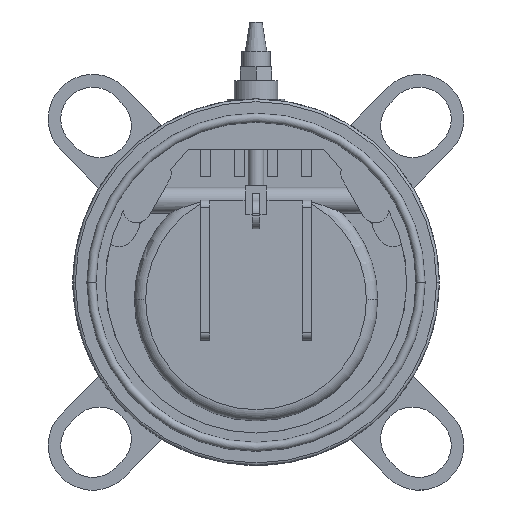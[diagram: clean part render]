
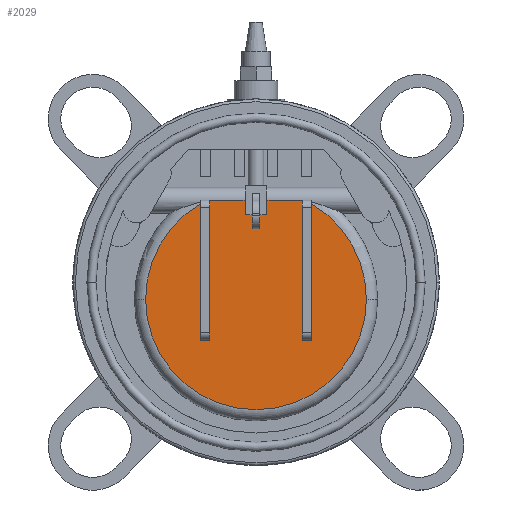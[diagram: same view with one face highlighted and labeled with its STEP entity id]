
A CAD part, front view. The second image highlights one B-rep face of the part: STEP entity #2029.
In plain terms, the highlighted planar face has unit normal (0, -1, 0).
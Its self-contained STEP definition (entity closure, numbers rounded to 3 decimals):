
#2029=ADVANCED_FACE('',(#4152),#4153,.T.);
#4152=FACE_OUTER_BOUND('',#6291,.T.);
#4153=PLANE('',#6292);
#6291=EDGE_LOOP('',(#12450,#12451,#12452,#12453,#12454,#12455,#12456,#12457,#12458,#12459,#12460,#12461,#12462,#12463));
#6292=AXIS2_PLACEMENT_3D('',#12464,#12465,#12466);
#12450=ORIENTED_EDGE('',*,*,#15098,.T.);
#12451=ORIENTED_EDGE('',*,*,#15099,.T.);
#12452=ORIENTED_EDGE('',*,*,#15058,.T.);
#12453=ORIENTED_EDGE('',*,*,#15075,.T.);
#12454=ORIENTED_EDGE('',*,*,#15100,.T.);
#12455=ORIENTED_EDGE('',*,*,#15101,.T.);
#12456=ORIENTED_EDGE('',*,*,#12754,.T.);
#12457=ORIENTED_EDGE('',*,*,#12750,.T.);
#12458=ORIENTED_EDGE('',*,*,#15094,.T.);
#12459=ORIENTED_EDGE('',*,*,#15055,.T.);
#12460=ORIENTED_EDGE('',*,*,#15051,.T.);
#12461=ORIENTED_EDGE('',*,*,#15102,.T.);
#12462=ORIENTED_EDGE('',*,*,#15103,.T.);
#12463=ORIENTED_EDGE('',*,*,#15083,.T.);
#12464=CARTESIAN_POINT('',(0.0,-15.351,-5.309));
#12465=DIRECTION('',(0.0,-1.0,0.0));
#12466=DIRECTION('',(1.0,0.0,0.0));
#12750=EDGE_CURVE('',#15259,#15263,#15265,.T.);
#12754=EDGE_CURVE('',#15267,#15259,#15270,.T.);
#15051=EDGE_CURVE('',#18679,#18680,#18681,.T.);
#15055=EDGE_CURVE('',#18685,#18679,#18686,.T.);
#15058=EDGE_CURVE('',#18689,#18690,#18691,.T.);
#15075=EDGE_CURVE('',#18690,#18716,#18717,.T.);
#15083=EDGE_CURVE('',#18725,#18726,#18727,.T.);
#15094=EDGE_CURVE('',#15263,#18685,#18741,.T.);
#15098=EDGE_CURVE('',#18726,#18745,#18746,.T.);
#15099=EDGE_CURVE('',#18745,#18689,#18747,.T.);
#15100=EDGE_CURVE('',#18716,#18748,#18749,.T.);
#15101=EDGE_CURVE('',#18748,#15267,#18750,.T.);
#15102=EDGE_CURVE('',#18680,#18751,#18752,.T.);
#15103=EDGE_CURVE('',#18751,#18725,#18753,.T.);
#15259=VERTEX_POINT('',#19062);
#15263=VERTEX_POINT('',#19090);
#15265=CIRCLE('',#19115,34.668);
#15267=VERTEX_POINT('',#19117);
#15270=CIRCLE('',#19120,34.668);
#18679=VERTEX_POINT('',#31510);
#18680=VERTEX_POINT('',#31511);
#18681=LINE('',#31512,#31513);
#18685=VERTEX_POINT('',#31519);
#18686=LINE('',#31520,#31521);
#18689=VERTEX_POINT('',#31525);
#18690=VERTEX_POINT('',#31526);
#18691=LINE('',#31527,#31528);
#18716=VERTEX_POINT('',#31561);
#18717=LINE('',#31562,#31563);
#18725=VERTEX_POINT('',#31605);
#18726=VERTEX_POINT('',#31606);
#18727=LINE('',#31607,#31608);
#18741=LINE('',#31626,#31627);
#18745=VERTEX_POINT('',#31632);
#18746=LINE('',#31633,#31634);
#18747=LINE('',#31635,#31636);
#18748=VERTEX_POINT('',#31637);
#18749=LINE('',#31638,#31639);
#18750=CIRCLE('',#31640,34.668);
#18751=VERTEX_POINT('',#31641);
#18752=LINE('',#31642,#31643);
#18753=LINE('',#31644,#31645);
#19062=CARTESIAN_POINT('',(34.668,-15.351,-5.309));
#19090=CARTESIAN_POINT('',(17.343,-15.351,24.708));
#19115=AXIS2_PLACEMENT_3D('',#31925,#31926,#31927);
#19117=CARTESIAN_POINT('',(-34.668,-15.351,-5.309));
#19120=AXIS2_PLACEMENT_3D('',#31934,#31935,#31936);
#31510=CARTESIAN_POINT('',(14.513,-15.351,-18.121));
#31511=CARTESIAN_POINT('',(14.513,-15.351,25.772));
#31512=CARTESIAN_POINT('',(14.513,-15.351,-0.742));
#31513=VECTOR('',#33975,1.0);
#31519=CARTESIAN_POINT('',(17.343,-15.351,-18.121));
#31520=CARTESIAN_POINT('',(7.256,-15.351,-18.121));
#31521=VECTOR('',#33978,1.0);
#31525=CARTESIAN_POINT('',(-14.513,-15.351,25.772));
#31526=CARTESIAN_POINT('',(-14.513,-15.351,-18.121));
#31527=CARTESIAN_POINT('',(-14.513,-15.351,-0.742));
#31528=VECTOR('',#33980,1.0);
#31561=CARTESIAN_POINT('',(-17.343,-15.351,-18.121));
#31562=CARTESIAN_POINT('',(-8.672,-15.351,-18.121));
#31563=VECTOR('',#34001,1.0);
#31605=CARTESIAN_POINT('',(1.239,-15.351,16.772));
#31606=CARTESIAN_POINT('',(-1.239,-15.351,16.772));
#31607=CARTESIAN_POINT('',(-0.619,-15.351,16.772));
#31608=VECTOR('',#34009,1.0);
#31626=CARTESIAN_POINT('',(17.343,-15.351,-0.742));
#31627=VECTOR('',#34023,1.0);
#31632=CARTESIAN_POINT('',(-1.239,-15.351,25.772));
#31633=CARTESIAN_POINT('',(-1.239,-15.351,7.981));
#31634=VECTOR('',#34025,1.0);
#31635=CARTESIAN_POINT('',(0.0,-15.351,25.772));
#31636=VECTOR('',#34026,1.0);
#31637=CARTESIAN_POINT('',(-17.343,-15.351,24.708));
#31638=CARTESIAN_POINT('',(-17.343,-15.351,-0.742));
#31639=VECTOR('',#34027,1.0);
#31640=AXIS2_PLACEMENT_3D('',#34028,#34029,#34030);
#31641=CARTESIAN_POINT('',(1.239,-15.351,25.772));
#31642=CARTESIAN_POINT('',(0.0,-15.351,25.772));
#31643=VECTOR('',#34031,1.0);
#31644=CARTESIAN_POINT('',(1.239,-15.351,7.981));
#31645=VECTOR('',#34032,1.0);
#31925=CARTESIAN_POINT('',(0.0,-15.351,-5.309));
#31926=DIRECTION('',(0.0,-1.0,0.0));
#31927=DIRECTION('',(1.0,0.0,0.0));
#31934=CARTESIAN_POINT('',(0.0,-15.351,-5.309));
#31935=DIRECTION('',(0.0,-1.0,0.0));
#31936=DIRECTION('',(1.0,0.0,0.0));
#33975=DIRECTION('',(-0.0,0.0,1.0));
#33978=DIRECTION('',(-1.0,-0.0,-0.0));
#33980=DIRECTION('',(0.0,0.0,-1.0));
#34001=DIRECTION('',(-1.0,-0.0,-0.0));
#34009=DIRECTION('',(-1.0,-0.0,-0.0));
#34023=DIRECTION('',(0.0,0.0,-1.0));
#34025=DIRECTION('',(-0.0,0.0,1.0));
#34026=DIRECTION('',(-1.0,0.0,0.0));
#34027=DIRECTION('',(-0.0,0.0,1.0));
#34028=CARTESIAN_POINT('',(0.0,-15.351,-5.309));
#34029=DIRECTION('',(0.0,-1.0,0.0));
#34030=DIRECTION('',(1.0,0.0,0.0));
#34031=DIRECTION('',(-1.0,0.0,0.0));
#34032=DIRECTION('',(0.0,0.0,-1.0));
